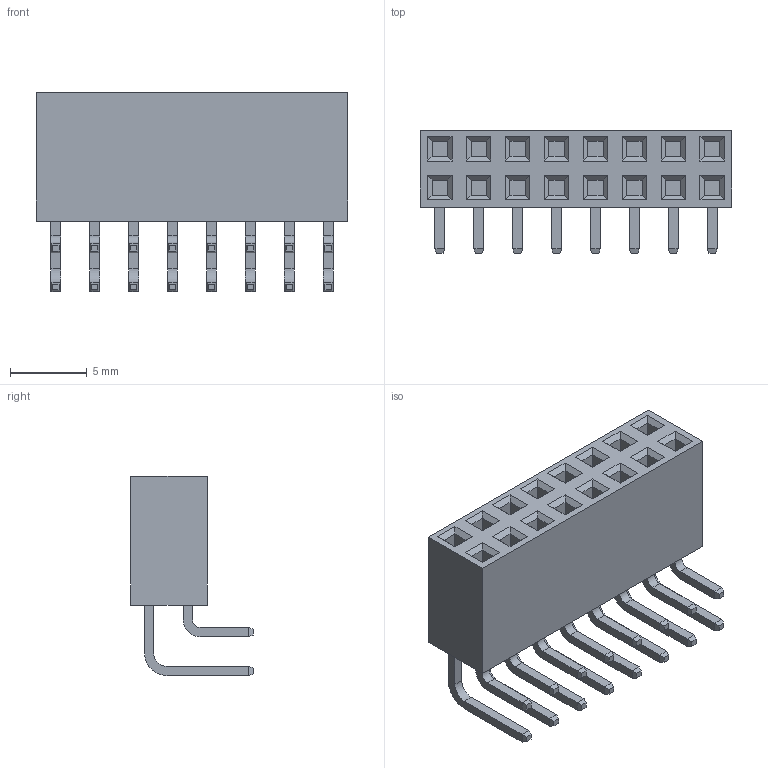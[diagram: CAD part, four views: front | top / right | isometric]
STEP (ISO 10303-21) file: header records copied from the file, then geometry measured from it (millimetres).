
FILE_DESCRIPTION (( 'STEP AP214' ), '1' );
FILE_NAME ('User Library-PBD-R.STEP', '2022-01-18T14:35:41', ( '' ), ( '' ), 'SwSTEP 2.0', 'SolidWorks 2021', '' );
FILE_SCHEMA (( 'AUTOMOTIVE_DESIGN' ));
Length unit declared in the file: millimetre
Products named in the file (1): User Library-PBD-R
Bounding box: 20.32 x 8 x 13 mm (x, y, z)
Volume: 803.4 mm3; surface area: 1321.7 mm2
Topology: 1 solids, 1 shells, 358 faces, 844 edges, 520 vertices
Faces by surface type: plane 326, cylinder 32
Entity records: 13920 total; most frequent: CARTESIAN_POINT 1723, ORIENTED_EDGE 1688, DIRECTION 1626, EDGE_CURVE 844, LINE 780, VECTOR 780, VERTEX_POINT 520, AXIS2_PLACEMENT_3D 423
